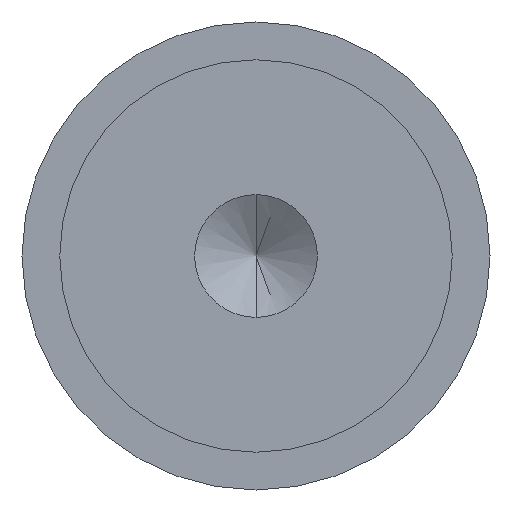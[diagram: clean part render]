
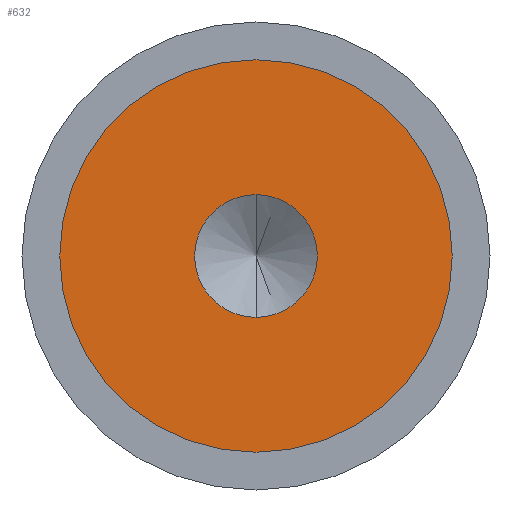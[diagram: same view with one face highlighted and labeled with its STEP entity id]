
A CAD part, left-side view. The second image highlights one B-rep face of the part: STEP entity #632.
In plain terms, the highlighted planar face has unit normal (-1, 0, 0).
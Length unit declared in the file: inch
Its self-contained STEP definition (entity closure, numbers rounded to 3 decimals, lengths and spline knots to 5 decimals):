
#47 = ORIENTED_EDGE ( 'NONE', *, *, #282, .F. ) ;
#50 = AXIS2_PLACEMENT_3D ( 'NONE', #280, #328, #479 ) ;
#66 = ORIENTED_EDGE ( 'NONE', *, *, #171, .T. ) ;
#92 = CIRCLE ( 'NONE', #463, 0.09843 ) ;
#106 = CARTESIAN_POINT ( 'NONE',  ( -0.079, 0., 0.09843 ) ) ;
#140 = DIRECTION ( 'NONE',  ( 0., -1., 0. ) ) ;
#142 = DIRECTION ( 'NONE',  ( 0., 0., 1. ) ) ;
#152 = DIRECTION ( 'NONE',  ( -1., 0., 0. ) ) ;
#153 = VERTEX_POINT ( 'NONE', #106 ) ;
#171 = EDGE_CURVE ( 'NONE', #313, #298, #639, .T. ) ;
#200 = PLANE ( 'NONE',  #332 ) ;
#212 = CARTESIAN_POINT ( 'NONE',  ( -0.079, 0., 0. ) ) ;
#215 = CARTESIAN_POINT ( 'NONE',  ( -0.079, -0.3145, 0. ) ) ;
#256 = CARTESIAN_POINT ( 'NONE',  ( -0.079, 0.3145, 0. ) ) ;
#279 = EDGE_LOOP ( 'NONE', ( #66, #374 ) ) ;
#280 = CARTESIAN_POINT ( 'NONE',  ( -0.079, 0., 0. ) ) ;
#282 = EDGE_CURVE ( 'NONE', #517, #153, #92, .T. ) ;
#288 = CARTESIAN_POINT ( 'NONE',  ( -0.079, 0., -0.09843 ) ) ;
#298 = VERTEX_POINT ( 'NONE', #215 ) ;
#307 = DIRECTION ( 'NONE',  ( -1., 0., 0. ) ) ;
#313 = VERTEX_POINT ( 'NONE', #256 ) ;
#328 = DIRECTION ( 'NONE',  ( -1., 0., 0. ) ) ;
#332 = AXIS2_PLACEMENT_3D ( 'NONE', #492, #642, #595 ) ;
#348 = DIRECTION ( 'NONE',  ( -1., 0., 0. ) ) ;
#349 = EDGE_CURVE ( 'NONE', #298, #313, #559, .T. ) ;
#374 = ORIENTED_EDGE ( 'NONE', *, *, #349, .T. ) ;
#377 = AXIS2_PLACEMENT_3D ( 'NONE', #599, #348, #142 ) ;
#408 = CIRCLE ( 'NONE', #377, 0.09843 ) ;
#415 = AXIS2_PLACEMENT_3D ( 'NONE', #596, #152, #140 ) ;
#454 = FACE_BOUND ( 'NONE', #493, .T. ) ;
#463 = AXIS2_PLACEMENT_3D ( 'NONE', #212, #307, #469 ) ;
#469 = DIRECTION ( 'NONE',  ( 0., 0., 1. ) ) ;
#479 = DIRECTION ( 'NONE',  ( 0., -1., 0. ) ) ;
#492 = CARTESIAN_POINT ( 'NONE',  ( -0.079, 0., 0. ) ) ;
#493 = EDGE_LOOP ( 'NONE', ( #531, #47 ) ) ;
#517 = VERTEX_POINT ( 'NONE', #288 ) ;
#531 = ORIENTED_EDGE ( 'NONE', *, *, #539, .F. ) ;
#539 = EDGE_CURVE ( 'NONE', #153, #517, #408, .T. ) ;
#559 = CIRCLE ( 'NONE', #50, 0.3145 ) ;
#595 = DIRECTION ( 'NONE',  ( 0., -1., 0. ) ) ;
#596 = CARTESIAN_POINT ( 'NONE',  ( -0.079, 0., 0. ) ) ;
#599 = CARTESIAN_POINT ( 'NONE',  ( -0.079, 0., 0. ) ) ;
#632 = ADVANCED_FACE ( 'NONE', ( #454, #657 ), #200, .T. ) ;
#639 = CIRCLE ( 'NONE', #415, 0.3145 ) ;
#642 = DIRECTION ( 'NONE',  ( -1., 0., 0. ) ) ;
#657 = FACE_OUTER_BOUND ( 'NONE', #279, .T. ) ;
